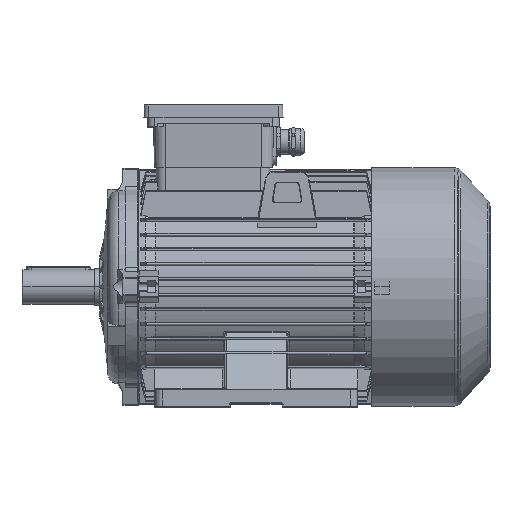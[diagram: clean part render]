
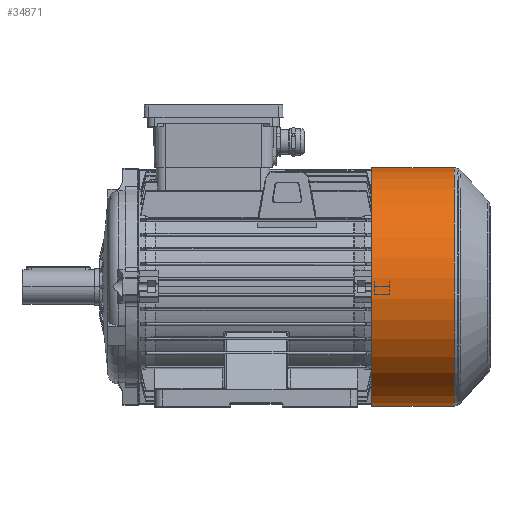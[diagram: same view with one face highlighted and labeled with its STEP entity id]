
A CAD part, top view. The second image highlights one B-rep face of the part: STEP entity #34871.
In plain terms, the highlighted cylindrical face has radius 131.5 mm (diameter 263 mm), a partial arc.
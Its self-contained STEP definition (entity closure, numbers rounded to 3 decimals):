
#598 = EDGE_CURVE ( 'NONE', #21174, #58242, #64261, .T. ) ;
#10644 = CARTESIAN_POINT ( 'NONE',  ( 90.538, 0., -131.5 ) ) ;
#12768 = VERTEX_POINT ( 'NONE', #159794 ) ;
#21174 = VERTEX_POINT ( 'NONE', #10644 ) ;
#30341 = CARTESIAN_POINT ( 'NONE',  ( 0., 0., 0. ) ) ;
#34871 = ADVANCED_FACE ( 'NONE', ( #192966 ), #72532, .T. ) ;
#35497 = DIRECTION ( 'NONE',  ( -1., 0., 0. ) ) ;
#40730 = LINE ( 'NONE', #191553, #76915 ) ;
#41685 = DIRECTION ( 'NONE',  ( -1., 0., 0. ) ) ;
#48106 = AXIS2_PLACEMENT_3D ( 'NONE', #190498, #73899, #102340 ) ;
#58242 = VERTEX_POINT ( 'NONE', #107797 ) ;
#62039 = CARTESIAN_POINT ( 'NONE',  ( 0., 0., 131.5 ) ) ;
#64261 = CIRCLE ( 'NONE', #89314, 131.5 ) ;
#65594 = DIRECTION ( 'NONE',  ( 0., 0., -1. ) ) ;
#72532 = CYLINDRICAL_SURFACE ( 'NONE', #135813, 131.5 ) ;
#73899 = DIRECTION ( 'NONE',  ( -1., 0., 0. ) ) ;
#76377 = CIRCLE ( 'NONE', #48106, 131.5 ) ;
#76915 = VECTOR ( 'NONE', #41685, 1000. ) ;
#77364 = VECTOR ( 'NONE', #35497, 1000. ) ;
#82617 = ORIENTED_EDGE ( 'NONE', *, *, #598, .T. ) ;
#89314 = AXIS2_PLACEMENT_3D ( 'NONE', #169401, #137175, #65594 ) ;
#102340 = DIRECTION ( 'NONE',  ( 0., 0., 1. ) ) ;
#103857 = DIRECTION ( 'NONE',  ( -1., 0., 0. ) ) ;
#107797 = CARTESIAN_POINT ( 'NONE',  ( 90.538, 0., 131.5 ) ) ;
#126624 = CARTESIAN_POINT ( 'NONE',  ( 0., 0., 131.5 ) ) ;
#128299 = EDGE_LOOP ( 'NONE', ( #140092, #82617, #186891, #179597 ) ) ;
#135813 = AXIS2_PLACEMENT_3D ( 'NONE', #30341, #103857, #163559 ) ;
#137175 = DIRECTION ( 'NONE',  ( -1., 0., 0. ) ) ;
#140092 = ORIENTED_EDGE ( 'NONE', *, *, #169264, .F. ) ;
#159794 = CARTESIAN_POINT ( 'NONE',  ( 0., 0., -131.5 ) ) ;
#159860 = VERTEX_POINT ( 'NONE', #126624 ) ;
#163559 = DIRECTION ( 'NONE',  ( 0., 0., 1. ) ) ;
#165346 = EDGE_CURVE ( 'NONE', #12768, #159860, #76377, .T. ) ;
#169264 = EDGE_CURVE ( 'NONE', #21174, #12768, #40730, .T. ) ;
#169401 = CARTESIAN_POINT ( 'NONE',  ( 90.538, 0., 0. ) ) ;
#169682 = LINE ( 'NONE', #62039, #77364 ) ;
#177082 = EDGE_CURVE ( 'NONE', #58242, #159860, #169682, .T. ) ;
#179597 = ORIENTED_EDGE ( 'NONE', *, *, #165346, .F. ) ;
#186891 = ORIENTED_EDGE ( 'NONE', *, *, #177082, .T. ) ;
#190498 = CARTESIAN_POINT ( 'NONE',  ( 0., 0., 0. ) ) ;
#191553 = CARTESIAN_POINT ( 'NONE',  ( 0., 0., -131.5 ) ) ;
#192966 = FACE_OUTER_BOUND ( 'NONE', #128299, .T. ) ;
